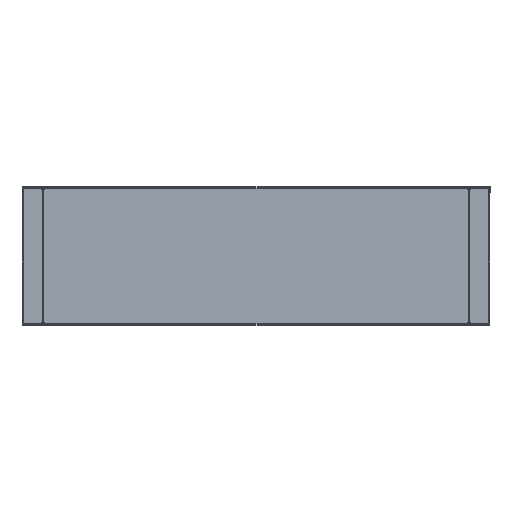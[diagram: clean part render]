
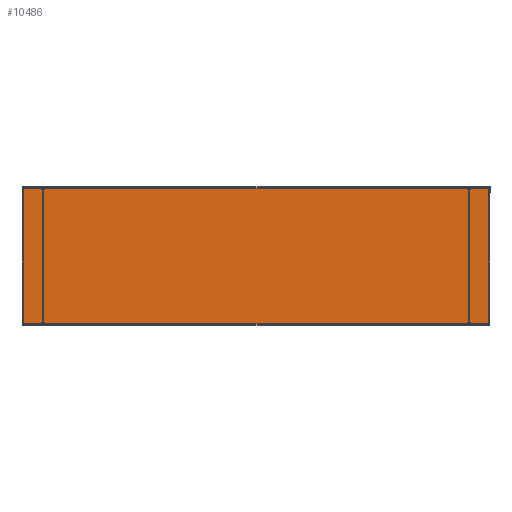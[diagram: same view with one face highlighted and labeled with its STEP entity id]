
A CAD part, top view. The second image highlights one B-rep face of the part: STEP entity #10486.
In plain terms, the highlighted face is planar.
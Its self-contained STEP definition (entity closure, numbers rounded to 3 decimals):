
#229 = ORIENTED_EDGE ( 'NONE', *, *, #15827, .T. ) ;
#1864 = DIRECTION ( 'NONE',  ( 0., 0., 1. ) ) ;
#1911 = ORIENTED_EDGE ( 'NONE', *, *, #29939, .T. ) ;
#1933 = VERTEX_POINT ( 'NONE', #17244 ) ;
#2536 = LINE ( 'NONE', #30321, #6081 ) ;
#5790 = CARTESIAN_POINT ( 'NONE',  ( 49.7, -10., 0. ) ) ;
#6081 = VECTOR ( 'NONE', #13000, 1000. ) ;
#8825 = LINE ( 'NONE', #16468, #32851 ) ;
#8943 = VERTEX_POINT ( 'NONE', #17869 ) ;
#9532 = VERTEX_POINT ( 'NONE', #27452 ) ;
#10192 = DIRECTION ( 'NONE',  ( 0., 1., 0. ) ) ;
#10486 = ADVANCED_FACE ( 'NONE', ( #12531 ), #19805, .F. ) ;
#12531 = FACE_OUTER_BOUND ( 'NONE', #17359, .T. ) ;
#13000 = DIRECTION ( 'NONE',  ( 1., 0., 0. ) ) ;
#14140 = AXIS2_PLACEMENT_3D ( 'NONE', #27650, #10192, #1864 ) ;
#15827 = EDGE_CURVE ( 'NONE', #22176, #1933, #20728, .T. ) ;
#16468 = CARTESIAN_POINT ( 'NONE',  ( -49.7, -10., 335. ) ) ;
#17244 = CARTESIAN_POINT ( 'NONE',  ( 49.7, -10., 0. ) ) ;
#17359 = EDGE_LOOP ( 'NONE', ( #229, #32218, #21184, #1911 ) ) ;
#17869 = CARTESIAN_POINT ( 'NONE',  ( 49.7, -10., 335. ) ) ;
#17963 = CARTESIAN_POINT ( 'NONE',  ( 49.7, -10., 335. ) ) ;
#19805 = PLANE ( 'NONE',  #14140 ) ;
#20728 = LINE ( 'NONE', #5790, #22077 ) ;
#21184 = ORIENTED_EDGE ( 'NONE', *, *, #22141, .F. ) ;
#22077 = VECTOR ( 'NONE', #30576, 1000. ) ;
#22141 = EDGE_CURVE ( 'NONE', #9532, #8943, #2536, .T. ) ;
#22176 = VERTEX_POINT ( 'NONE', #22478 ) ;
#22478 = CARTESIAN_POINT ( 'NONE',  ( -49.7, -10., 0. ) ) ;
#23084 = DIRECTION ( 'NONE',  ( 0., 0., -1. ) ) ;
#23909 = EDGE_CURVE ( 'NONE', #8943, #1933, #30610, .T. ) ;
#26601 = DIRECTION ( 'NONE',  ( 0., 0., -1. ) ) ;
#26905 = VECTOR ( 'NONE', #23084, 1000. ) ;
#27452 = CARTESIAN_POINT ( 'NONE',  ( -49.7, -10., 335. ) ) ;
#27650 = CARTESIAN_POINT ( 'NONE',  ( 49.7, -10., 335. ) ) ;
#29939 = EDGE_CURVE ( 'NONE', #9532, #22176, #8825, .T. ) ;
#30321 = CARTESIAN_POINT ( 'NONE',  ( 49.7, -10., 335. ) ) ;
#30576 = DIRECTION ( 'NONE',  ( 1., 0., 0. ) ) ;
#30610 = LINE ( 'NONE', #17963, #26905 ) ;
#32218 = ORIENTED_EDGE ( 'NONE', *, *, #23909, .F. ) ;
#32851 = VECTOR ( 'NONE', #26601, 1000. ) ;
